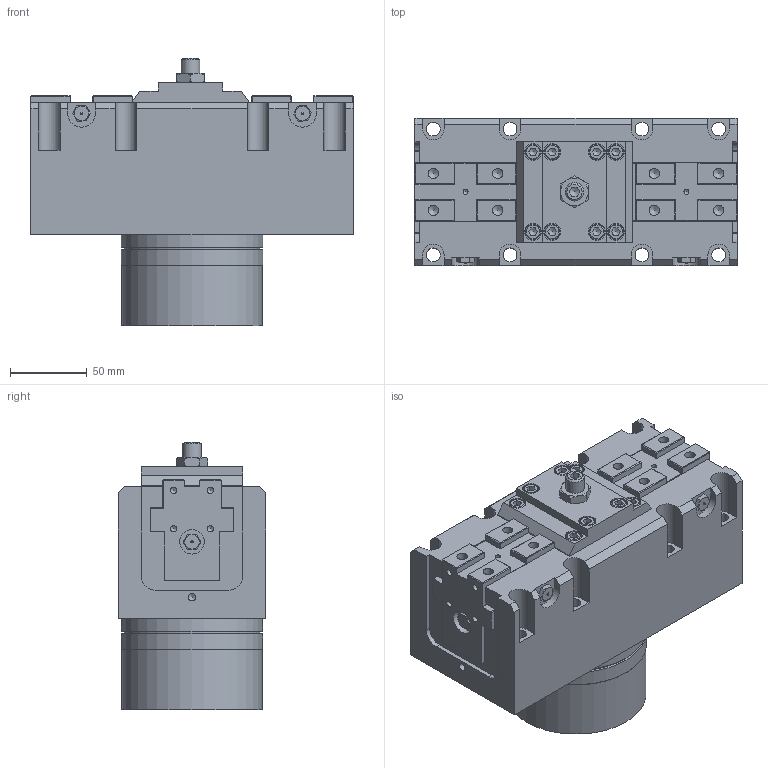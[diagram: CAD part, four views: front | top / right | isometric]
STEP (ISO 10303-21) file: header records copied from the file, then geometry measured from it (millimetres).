
FILE_DESCRIPTION(/* description */ (''),/* implementation_level */ '2;1');
FILE_NAME(/* name */ 'KSB-210-PRA.stp',/* time_stamp */ '2020-01-17T23:11:44+01:00',/* author */ ('Emilio'),/* organization */ (''),/* preprocessor_version */ 'ST-DEVELOPER v17.2',/* originating_system */ 'Autodesk Inventor 2019',/* authorisation */ '');
FILE_SCHEMA (('AUTOMOTIVE_DESIGN { 1 0 10303 214 3 1 1 }'));
Length unit declared in the file: millimetre
Products named in the file (8): KSB-210-PRA; KSB 210 CLIENTE; KSB 210 GRIFFA CLIENTE; KSB 210-REGOLATORE CORSA; ISO 4762 - M6 x 12; DIN 916 - M12  x  40; ISO 4035 - M12; INGRASSATORE
Assembly tree (18 placements, depth 2):
  KSB-210-PRA
    KSB 210 CLIENTE
    KSB 210 GRIFFA CLIENTE  x2
    KSB 210-REGOLATORE CORSA
    ISO 4762 - M6 x 12  x8
    DIN 916 - M12  x  40
    ISO 4035 - M12
    INGRASSATORE  x4
Bounding box: 210 x 96 x 174.5 mm (x, y, z)
Volume: 2077316.3 mm3; surface area: 249020.5 mm2
Topology: 18 solids, 18 shells, 582 faces, 1599 edges, 1081 vertices
Faces by surface type: plane 372, cylinder 112, cone 78, torus 16, sphere 4
Full cylindrical faces by diameter (mm): 3.242 x2, 4.134 x12, 4.917 x8, 5 x2, 6 x12, 6.5 x8, 6.647 x10, 8 x2, 8.566 x4, 9 x11, 10 x8, 10.106 x2, 11 x8, 12 x1, 13 x2, 16 x2, 88.62 x1, 91.5 x1, 92 x2
Entity records: 11544 total; most frequent: CARTESIAN_POINT 2049, DIRECTION 1960, ORIENTED_EDGE 1882, EDGE_CURVE 941, AXIS2_PLACEMENT_3D 688, VERTEX_POINT 651, LINE 584, VECTOR 584
